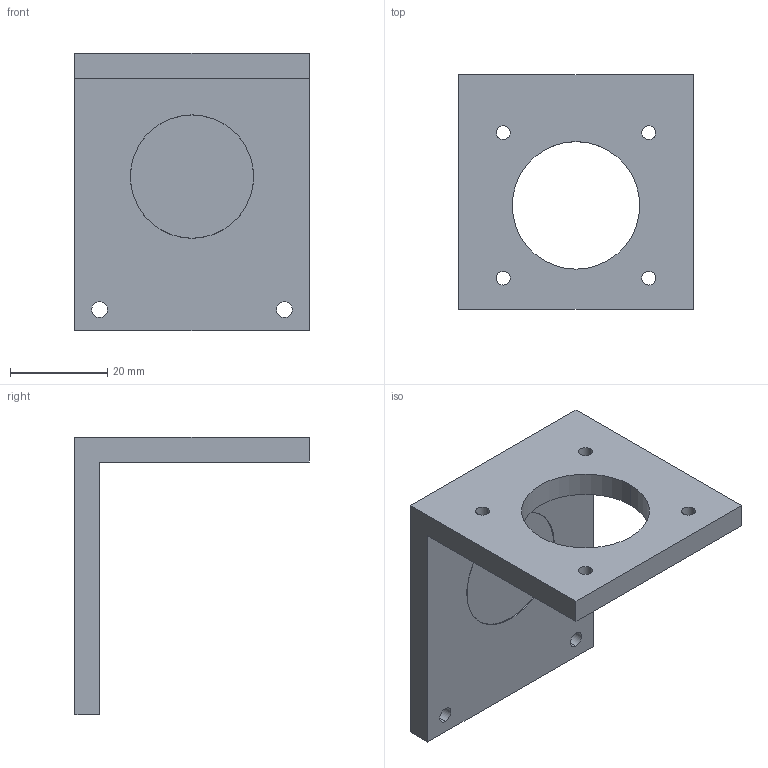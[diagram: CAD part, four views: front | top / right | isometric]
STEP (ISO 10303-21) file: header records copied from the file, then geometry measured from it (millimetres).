
FILE_DESCRIPTION (( 'STEP AP203' ), '1' );
FILE_NAME ('TTN015344-E0W.STEP', '2019-01-21T21:26:09', ( '' ), ( '' ), 'SwSTEP 2.0', 'SolidWorks 2018', '' );
FILE_SCHEMA (( 'CONFIG_CONTROL_DESIGN' ));
Length unit declared in the file: inch
Products named in the file (1): TTN015344-E0W
Bounding box: 48.26 x 48.26 x 57.15 mm (x, y, z)
Volume: 20176.7 mm3; surface area: 11378.1 mm2
Topology: 2 solids, 2 shells, 67 faces, 331 edges, 297 vertices
Faces by surface type: plane 43, cylinder 20, cone 4
Entity records: 4466 total; most frequent: CARTESIAN_POINT 1638, ORIENTED_EDGE 662, DIRECTION 440, EDGE_CURVE 331, VERTEX_POINT 297, VECTOR 208, LINE 208, AXIS2_PLACEMENT_3D 116
